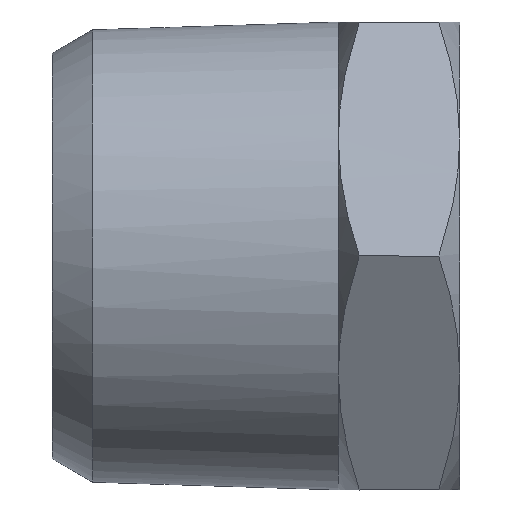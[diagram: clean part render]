
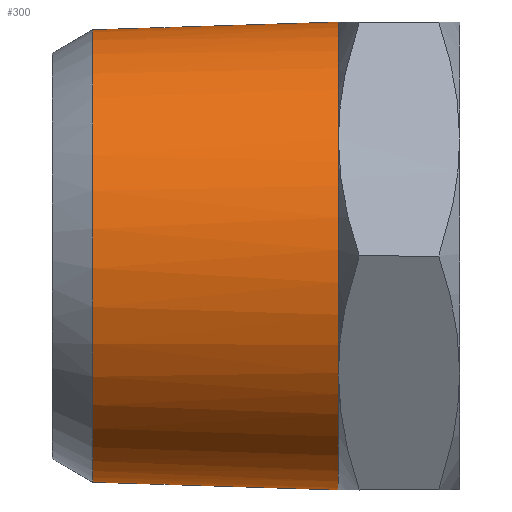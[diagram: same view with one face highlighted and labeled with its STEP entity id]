
A CAD part, left-side view. The second image highlights one B-rep face of the part: STEP entity #300.
In plain terms, the highlighted free-form (B-spline) face has degree [1, 3] with [2, 4] control points.
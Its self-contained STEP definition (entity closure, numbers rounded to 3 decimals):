
#62 = CARTESIAN_POINT ( 'NONE',  ( 0., 21.162, -13.05 ) ) ;
#67 = CARTESIAN_POINT ( 'NONE',  ( 0., 21.162, 13.05 ) ) ;
#73 =( BOUNDED_CURVE ( )  B_SPLINE_CURVE ( 3, ( #67, #1139, #1019, #62 ),
 .UNSPECIFIED., .F., .F. ) 
 B_SPLINE_CURVE_WITH_KNOTS ( ( 4, 4 ),
 ( -3.142, 0. ),
 .UNSPECIFIED. ) 
 CURVE ( )  GEOMETRIC_REPRESENTATION_ITEM ( )  RATIONAL_B_SPLINE_CURVE ( ( 1., 0.333, 0.333, 1. ) ) 
 REPRESENTATION_ITEM ( '' )  );
#77 = CARTESIAN_POINT ( 'NONE',  ( -26.985, 7., 13.493 ) ) ;
#87 = CARTESIAN_POINT ( 'NONE',  ( -26.1, 21.162, 13.05 ) ) ;
#122 = CARTESIAN_POINT ( 'NONE',  ( 0., 7., 13.496 ) ) ;
#133 = CARTESIAN_POINT ( 'NONE',  ( -4.939, 7., 13.493 ) ) ;
#147 = EDGE_CURVE ( 'NONE', #1751, #1540, #1334, .T. ) ;
#168 = ORIENTED_EDGE ( 'NONE', *, *, #147, .T. ) ;
#171 = CARTESIAN_POINT ( 'NONE',  ( -11.688, 7., 6.748 ) ) ;
#219 = ORIENTED_EDGE ( 'NONE', *, *, #1703, .T. ) ;
#233 = CARTESIAN_POINT ( 'NONE',  ( 0., 21.162, -13.05 ) ) ;
#276 = EDGE_CURVE ( 'NONE', #1181, #1627, #73, .T. ) ;
#300 = ADVANCED_FACE ( 'NONE', ( #685 ), #593, .F. ) ;
#318 = ORIENTED_EDGE ( 'NONE', *, *, #1652, .T. ) ;
#323 = CARTESIAN_POINT ( 'NONE',  ( 0., 7., -13.496 ) ) ;
#328 = EDGE_CURVE ( 'NONE', #1181, #1438, #696, .T. ) ;
#350 = CARTESIAN_POINT ( 'NONE',  ( 0., 7., 13.493 ) ) ;
#372 = CARTESIAN_POINT ( 'NONE',  ( -11.688, 7., -6.748 ) ) ;
#386 = CARTESIAN_POINT ( 'NONE',  ( 0., 7., -13.496 ) ) ;
#453 =( BOUNDED_CURVE ( )  B_SPLINE_CURVE ( 3, ( #651, #1743, #133, #122 ),
 .UNSPECIFIED., .F., .F. ) 
 B_SPLINE_CURVE_WITH_KNOTS ( ( 4, 4 ),
 ( -1.047, 0. ),
 .UNSPECIFIED. ) 
 CURVE ( )  GEOMETRIC_REPRESENTATION_ITEM ( )  RATIONAL_B_SPLINE_CURVE ( ( 1., 0.911, 0.911, 1. ) ) 
 REPRESENTATION_ITEM ( '' )  );
#474 = CARTESIAN_POINT ( 'NONE',  ( 0., 21.162, -13.05 ) ) ;
#550 = CARTESIAN_POINT ( 'NONE',  ( -11.688, 7., -6.748 ) ) ;
#593 =( BOUNDED_SURFACE ( )  B_SPLINE_SURFACE ( 1, 3, ( 
 ( #1436, #87, #1562, #1301 ),
 ( #350, #77, #1718, #1430 ) ),
 .UNSPECIFIED., .F., .F., .F. ) 
 B_SPLINE_SURFACE_WITH_KNOTS ( ( 2, 2 ),
 ( 4, 4 ),
 ( 0., 1. ),
 ( 0., 1. ),
 .UNSPECIFIED. ) 
 GEOMETRIC_REPRESENTATION_ITEM ( )  RATIONAL_B_SPLINE_SURFACE ( (
 ( 1., 0.333, 0.333, 1.),
 ( 1., 0.333, 0.333, 1.) ) ) 
 REPRESENTATION_ITEM ( '' )  SURFACE ( )  );
#603 = ORIENTED_EDGE ( 'NONE', *, *, #1341, .F. ) ;
#617 = CARTESIAN_POINT ( 'NONE',  ( 0., 7., 13.496 ) ) ;
#651 = CARTESIAN_POINT ( 'NONE',  ( -11.688, 7., 6.748 ) ) ;
#667 = B_SPLINE_CURVE_WITH_KNOTS ( 'NONE', 1,
 ( #386, #233 ),
 .UNSPECIFIED., .F., .F.,
 ( 2, 2 ),
 ( -1., 0. ),
 .UNSPECIFIED. ) ;
#681 = CARTESIAN_POINT ( 'NONE',  ( -11.688, 7., 6.748 ) ) ;
#685 = FACE_OUTER_BOUND ( 'NONE', #1417, .T. ) ;
#696 = B_SPLINE_CURVE_WITH_KNOTS ( 'NONE', 1,
 ( #1445, #617 ),
 .UNSPECIFIED., .F., .F.,
 ( 2, 2 ),
 ( -1., 0. ),
 .UNSPECIFIED. ) ;
#898 = CARTESIAN_POINT ( 'NONE',  ( -9.216, 7., -11.023 ) ) ;
#959 = CARTESIAN_POINT ( 'NONE',  ( -11.688, 7., -6.748 ) ) ;
#1019 = CARTESIAN_POINT ( 'NONE',  ( -26.1, 21.162, -13.05 ) ) ;
#1044 = CARTESIAN_POINT ( 'NONE',  ( 0., 7., -13.496 ) ) ;
#1054 = ORIENTED_EDGE ( 'NONE', *, *, #276, .T. ) ;
#1139 = CARTESIAN_POINT ( 'NONE',  ( -26.1, 21.162, 13.05 ) ) ;
#1154 = VERTEX_POINT ( 'NONE', #323 ) ;
#1178 = ORIENTED_EDGE ( 'NONE', *, *, #328, .F. ) ;
#1181 = VERTEX_POINT ( 'NONE', #1701 ) ;
#1301 = CARTESIAN_POINT ( 'NONE',  ( 0., 21.162, -13.05 ) ) ;
#1334 =( BOUNDED_CURVE ( )  B_SPLINE_CURVE ( 3, ( #959, #1623, #1499, #681 ),
 .UNSPECIFIED., .F., .F. ) 
 B_SPLINE_CURVE_WITH_KNOTS ( ( 4, 4 ),
 ( -2.094, -1.047 ),
 .UNSPECIFIED. ) 
 CURVE ( )  GEOMETRIC_REPRESENTATION_ITEM ( )  RATIONAL_B_SPLINE_CURVE ( ( 1., 0.911, 0.911, 1. ) ) 
 REPRESENTATION_ITEM ( '' )  );
#1341 = EDGE_CURVE ( 'NONE', #1154, #1627, #667, .T. ) ;
#1369 =( BOUNDED_CURVE ( )  B_SPLINE_CURVE ( 3, ( #1044, #1577, #898, #372 ),
 .UNSPECIFIED., .F., .F. ) 
 B_SPLINE_CURVE_WITH_KNOTS ( ( 4, 4 ),
 ( -3.142, -2.094 ),
 .UNSPECIFIED. ) 
 CURVE ( )  GEOMETRIC_REPRESENTATION_ITEM ( )  RATIONAL_B_SPLINE_CURVE ( ( 1., 0.911, 0.911, 1. ) ) 
 REPRESENTATION_ITEM ( '' )  );
#1417 = EDGE_LOOP ( 'NONE', ( #1054, #603, #318, #168, #219, #1178 ) ) ;
#1430 = CARTESIAN_POINT ( 'NONE',  ( 0., 7., -13.493 ) ) ;
#1436 = CARTESIAN_POINT ( 'NONE',  ( 0., 21.162, 13.05 ) ) ;
#1438 = VERTEX_POINT ( 'NONE', #1570 ) ;
#1445 = CARTESIAN_POINT ( 'NONE',  ( 0., 21.162, 13.05 ) ) ;
#1499 = CARTESIAN_POINT ( 'NONE',  ( -14.154, 7., 2.469 ) ) ;
#1540 = VERTEX_POINT ( 'NONE', #171 ) ;
#1562 = CARTESIAN_POINT ( 'NONE',  ( -26.1, 21.162, -13.05 ) ) ;
#1570 = CARTESIAN_POINT ( 'NONE',  ( 0., 7., 13.496 ) ) ;
#1577 = CARTESIAN_POINT ( 'NONE',  ( -4.939, 7., -13.493 ) ) ;
#1623 = CARTESIAN_POINT ( 'NONE',  ( -14.154, 7., -2.469 ) ) ;
#1627 = VERTEX_POINT ( 'NONE', #474 ) ;
#1652 = EDGE_CURVE ( 'NONE', #1154, #1751, #1369, .T. ) ;
#1701 = CARTESIAN_POINT ( 'NONE',  ( 0., 21.162, 13.05 ) ) ;
#1703 = EDGE_CURVE ( 'NONE', #1540, #1438, #453, .T. ) ;
#1718 = CARTESIAN_POINT ( 'NONE',  ( -26.985, 7., -13.493 ) ) ;
#1743 = CARTESIAN_POINT ( 'NONE',  ( -9.216, 7., 11.023 ) ) ;
#1751 = VERTEX_POINT ( 'NONE', #550 ) ;
